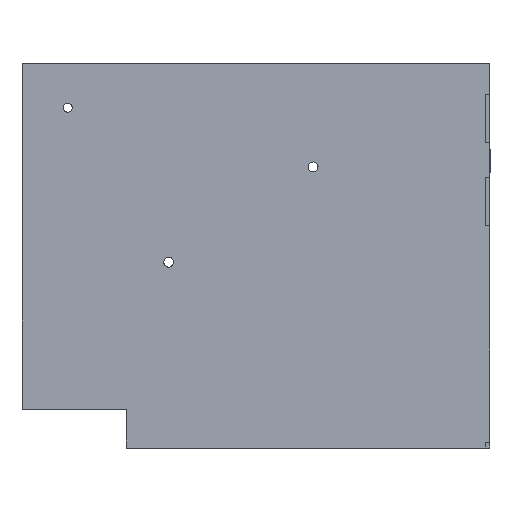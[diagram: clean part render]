
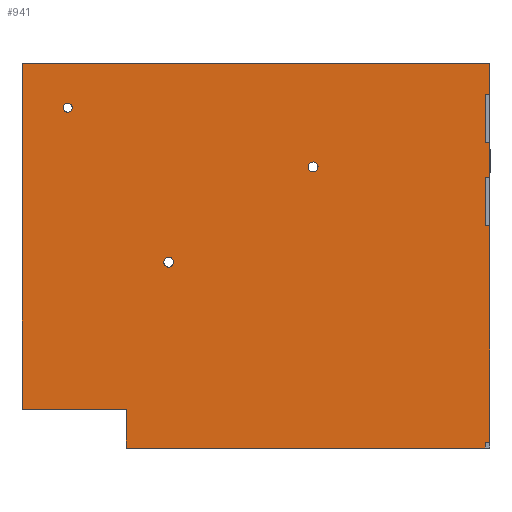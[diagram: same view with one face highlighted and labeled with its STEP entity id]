
A CAD part, top view. The second image highlights one B-rep face of the part: STEP entity #941.
In plain terms, the highlighted planar face has unit normal (0, 0, 1).
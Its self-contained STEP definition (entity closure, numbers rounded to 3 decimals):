
#41=FACE_BOUND('',#155,.T.);
#42=FACE_BOUND('',#156,.T.);
#43=FACE_BOUND('',#157,.T.);
#73=CIRCLE('',#1028,1.4);
#74=CIRCLE('',#1029,1.5);
#75=CIRCLE('',#1030,1.5);
#96=FACE_OUTER_BOUND('',#154,.T.);
#154=EDGE_LOOP('',(#735,#736,#737,#738,#739,#740,#741,#742,#743,#744,#745,
#746,#747,#748,#749,#750));
#155=EDGE_LOOP('',(#751));
#156=EDGE_LOOP('',(#752));
#157=EDGE_LOOP('',(#753));
#232=LINE('',#1446,#335);
#236=LINE('',#1454,#339);
#240=LINE('',#1461,#343);
#246=LINE('',#1488,#349);
#252=LINE('',#1503,#355);
#253=LINE('',#1505,#356);
#254=LINE('',#1507,#357);
#255=LINE('',#1508,#358);
#256=LINE('',#1510,#359);
#257=LINE('',#1512,#360);
#258=LINE('',#1513,#361);
#259=LINE('',#1515,#362);
#260=LINE('',#1517,#363);
#261=LINE('',#1518,#364);
#262=LINE('',#1520,#365);
#263=LINE('',#1521,#366);
#335=VECTOR('',#1159,10.);
#339=VECTOR('',#1163,10.);
#343=VECTOR('',#1167,10.);
#349=VECTOR('',#1197,10.);
#355=VECTOR('',#1211,10.);
#356=VECTOR('',#1212,10.);
#357=VECTOR('',#1213,10.);
#358=VECTOR('',#1214,10.);
#359=VECTOR('',#1215,10.);
#360=VECTOR('',#1216,10.);
#361=VECTOR('',#1217,10.);
#362=VECTOR('',#1218,10.);
#363=VECTOR('',#1219,10.);
#364=VECTOR('',#1220,10.);
#365=VECTOR('',#1221,10.);
#366=VECTOR('',#1222,10.);
#436=VERTEX_POINT('',#1422);
#447=VERTEX_POINT('',#1443);
#448=VERTEX_POINT('',#1445);
#451=VERTEX_POINT('',#1451);
#452=VERTEX_POINT('',#1453);
#455=VERTEX_POINT('',#1459);
#463=VERTEX_POINT('',#1485);
#464=VERTEX_POINT('',#1487);
#469=VERTEX_POINT('',#1502);
#470=VERTEX_POINT('',#1504);
#471=VERTEX_POINT('',#1506);
#472=VERTEX_POINT('',#1509);
#473=VERTEX_POINT('',#1511);
#474=VERTEX_POINT('',#1514);
#475=VERTEX_POINT('',#1516);
#476=VERTEX_POINT('',#1519);
#477=VERTEX_POINT('',#1522);
#478=VERTEX_POINT('',#1524);
#479=VERTEX_POINT('',#1526);
#545=EDGE_CURVE('',#448,#447,#232,.T.);
#549=EDGE_CURVE('',#452,#451,#236,.T.);
#553=EDGE_CURVE('',#436,#455,#240,.T.);
#565=EDGE_CURVE('',#464,#463,#246,.T.);
#573=EDGE_CURVE('',#469,#436,#252,.T.);
#574=EDGE_CURVE('',#455,#470,#253,.T.);
#575=EDGE_CURVE('',#470,#471,#254,.T.);
#576=EDGE_CURVE('',#471,#452,#255,.T.);
#577=EDGE_CURVE('',#451,#472,#256,.T.);
#578=EDGE_CURVE('',#472,#473,#257,.T.);
#579=EDGE_CURVE('',#473,#448,#258,.T.);
#580=EDGE_CURVE('',#447,#474,#259,.T.);
#581=EDGE_CURVE('',#474,#475,#260,.T.);
#582=EDGE_CURVE('',#475,#464,#261,.T.);
#583=EDGE_CURVE('',#463,#476,#262,.T.);
#584=EDGE_CURVE('',#476,#469,#263,.T.);
#585=EDGE_CURVE('',#477,#477,#73,.T.);
#586=EDGE_CURVE('',#478,#478,#74,.T.);
#587=EDGE_CURVE('',#479,#479,#75,.T.);
#735=ORIENTED_EDGE('',*,*,#573,.T.);
#736=ORIENTED_EDGE('',*,*,#553,.T.);
#737=ORIENTED_EDGE('',*,*,#574,.T.);
#738=ORIENTED_EDGE('',*,*,#575,.T.);
#739=ORIENTED_EDGE('',*,*,#576,.T.);
#740=ORIENTED_EDGE('',*,*,#549,.T.);
#741=ORIENTED_EDGE('',*,*,#577,.T.);
#742=ORIENTED_EDGE('',*,*,#578,.T.);
#743=ORIENTED_EDGE('',*,*,#579,.T.);
#744=ORIENTED_EDGE('',*,*,#545,.T.);
#745=ORIENTED_EDGE('',*,*,#580,.T.);
#746=ORIENTED_EDGE('',*,*,#581,.T.);
#747=ORIENTED_EDGE('',*,*,#582,.T.);
#748=ORIENTED_EDGE('',*,*,#565,.T.);
#749=ORIENTED_EDGE('',*,*,#583,.T.);
#750=ORIENTED_EDGE('',*,*,#584,.T.);
#751=ORIENTED_EDGE('',*,*,#585,.T.);
#752=ORIENTED_EDGE('',*,*,#586,.T.);
#753=ORIENTED_EDGE('',*,*,#587,.T.);
#903=PLANE('',#1027);
#941=ADVANCED_FACE('',(#96,#41,#42,#43),#903,.T.);
#1027=AXIS2_PLACEMENT_3D('',#1501,#1209,#1210);
#1028=AXIS2_PLACEMENT_3D('',#1523,#1223,#1224);
#1029=AXIS2_PLACEMENT_3D('',#1525,#1225,#1226);
#1030=AXIS2_PLACEMENT_3D('',#1527,#1227,#1228);
#1159=DIRECTION('',(0.,1.,0.));
#1163=DIRECTION('',(0.,1.,0.));
#1167=DIRECTION('',(0.,1.,0.));
#1197=DIRECTION('',(0.,-1.,0.));
#1209=DIRECTION('center_axis',(0.,0.,
1.));
#1210=DIRECTION('ref_axis',(1.,0.,0.));
#1211=DIRECTION('',(1.,0.,0.));
#1212=DIRECTION('',(-1.,0.,0.));
#1213=DIRECTION('',(0.,1.,0.));
#1214=DIRECTION('',(1.,0.,0.));
#1215=DIRECTION('',(-1.,0.,0.));
#1216=DIRECTION('',(0.,1.,0.));
#1217=DIRECTION('',(1.,0.,0.));
#1218=DIRECTION('',(-1.,0.,0.));
#1219=DIRECTION('',(0.,-1.,0.));
#1220=DIRECTION('',(1.,0.,0.));
#1221=DIRECTION('',(1.,0.,0.));
#1222=DIRECTION('',(0.,1.,0.));
#1223=DIRECTION('center_axis',(0.,0.,
-1.));
#1224=DIRECTION('ref_axis',(0.,1.,0.));
#1225=DIRECTION('center_axis',(0.,0.,
-1.));
#1226=DIRECTION('ref_axis',(1.,0.,0.));
#1227=DIRECTION('center_axis',(0.,0.,
-1.));
#1228=DIRECTION('ref_axis',(0.,1.,0.));
#1422=CARTESIAN_POINT('',(-37.1,-115.672,76.2));
#1443=CARTESIAN_POINT('',(-37.1,0.,76.2));
#1445=CARTESIAN_POINT('',(-37.1,-9.472,76.2));
#1446=CARTESIAN_POINT('',(-37.1,-221.475,76.2));
#1451=CARTESIAN_POINT('',(-37.1,-24.172,76.2));
#1453=CARTESIAN_POINT('',(-37.1,-34.872,76.2));
#1454=CARTESIAN_POINT('',(-37.1,-221.475,76.2));
#1459=CARTESIAN_POINT('',(-37.1,-49.572,76.2));
#1461=CARTESIAN_POINT('',(-37.1,-221.475,76.2));
#1485=CARTESIAN_POINT('',(-148.2,-117.5,76.2));
#1487=CARTESIAN_POINT('',(-148.2,-105.6,76.2));
#1488=CARTESIAN_POINT('',(-148.2,-190.625,76.2));
#1501=CARTESIAN_POINT('Origin',(-108.55,-147.65,76.2));
#1502=CARTESIAN_POINT('',(-38.533,-115.672,76.2));
#1503=CARTESIAN_POINT('',(-66.491,-115.672,76.2));
#1504=CARTESIAN_POINT('',(-38.533,-49.572,76.2));
#1505=CARTESIAN_POINT('',(-72.881,-49.572,76.2));
#1506=CARTESIAN_POINT('',(-38.533,-34.872,76.2));
#1507=CARTESIAN_POINT('',(-38.533,-108.037,76.2));
#1508=CARTESIAN_POINT('',(-66.491,-34.872,76.2));
#1509=CARTESIAN_POINT('',(-38.533,-24.172,76.2));
#1510=CARTESIAN_POINT('',(-72.881,-24.172,76.2));
#1511=CARTESIAN_POINT('',(-38.533,-9.472,76.2));
#1512=CARTESIAN_POINT('',(-38.533,-108.037,76.2));
#1513=CARTESIAN_POINT('',(-66.491,-9.472,76.2));
#1514=CARTESIAN_POINT('',(-180.,0.,76.2));
#1515=CARTESIAN_POINT('',(-180.,0.,76.2));
#1516=CARTESIAN_POINT('',(-180.,-105.6,76.2));
#1517=CARTESIAN_POINT('',(-180.,0.,76.2));
#1518=CARTESIAN_POINT('',(-128.375,-105.6,76.2));
#1519=CARTESIAN_POINT('',(-38.533,-117.5,76.2));
#1520=CARTESIAN_POINT('',(-108.55,-117.5,76.2));
#1521=CARTESIAN_POINT('',(-38.533,-109.537,76.2));
#1522=CARTESIAN_POINT('',(-166.076,-14.9,76.2));
#1523=CARTESIAN_POINT('Origin',(-166.076,-13.5,76.2));
#1524=CARTESIAN_POINT('',(-136.7,-60.7,76.2));
#1525=CARTESIAN_POINT('Origin',(-135.2,-60.7,76.2));
#1526=CARTESIAN_POINT('',(-91.1,-33.1,76.2));
#1527=CARTESIAN_POINT('Origin',(-91.1,-31.6,76.2));
